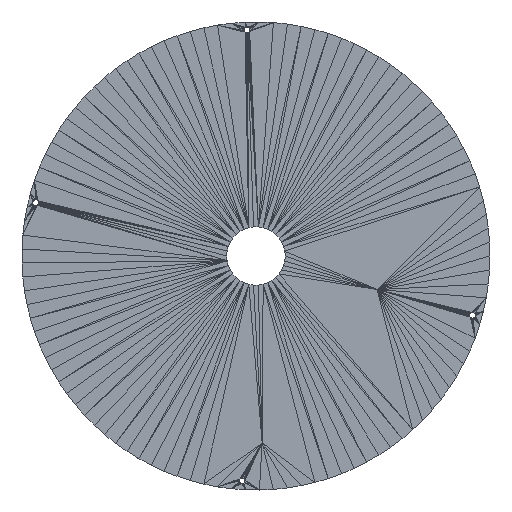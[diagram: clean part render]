
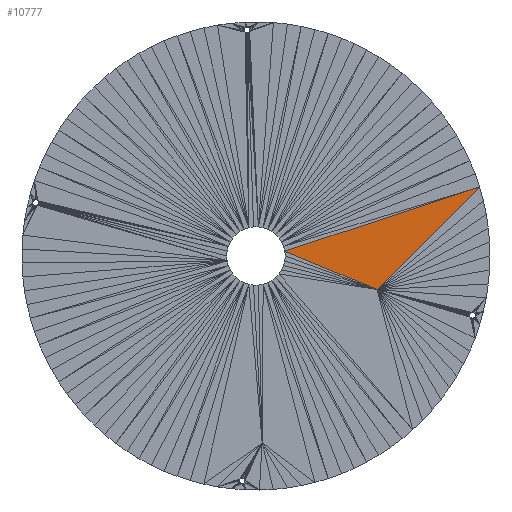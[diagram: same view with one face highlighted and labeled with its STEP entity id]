
A CAD part, top view. The second image highlights one B-rep face of the part: STEP entity #10777.
In plain terms, the highlighted planar face has unit normal (0, 0, 1).
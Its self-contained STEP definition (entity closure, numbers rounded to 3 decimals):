
#27=FACE_OUTER_BOUND('',#1005,.T.);
#1005=EDGE_LOOP('',(#6889,#6890,#6891));
#2001=LINE('',#16226,#3468);
#2003=LINE('',#16230,#3470);
#2004=LINE('',#16231,#3471);
#3468=VECTOR('',#12791,10.);
#3470=VECTOR('',#12795,10.);
#3471=VECTOR('',#12796,10.);
#4926=VERTEX_POINT('',#16223);
#4927=VERTEX_POINT('',#16225);
#4928=VERTEX_POINT('',#16229);
#5416=EDGE_CURVE('',#4927,#4926,#2001,.T.);
#5418=EDGE_CURVE('',#4926,#4928,#2003,.T.);
#5419=EDGE_CURVE('',#4927,#4928,#2004,.T.);
#6889=ORIENTED_EDGE('',*,*,#5418,.T.);
#6890=ORIENTED_EDGE('',*,*,#5419,.F.);
#6891=ORIENTED_EDGE('',*,*,#5416,.T.);
#9799=PLANE('',#11769);
#10777=ADVANCED_FACE('',(#27),#9799,.T.);
#11769=AXIS2_PLACEMENT_3D('',#16228,#12793,#12794);
#12791=DIRECTION('',(0.923,-0.384,0.));
#12793=DIRECTION('center_axis',(0.,0.,1.));
#12794=DIRECTION('ref_axis',(1.,0.,0.));
#12795=DIRECTION('',(0.707,0.707,0.));
#12796=DIRECTION('',(0.95,0.313,0.));
#16223=CARTESIAN_POINT('',(-65.536,262.144,2.5));
#16225=CARTESIAN_POINT('',(-104.99,278.558,2.5));
#16226=CARTESIAN_POINT('',(-104.99,278.558,2.5));
#16228=CARTESIAN_POINT('Origin',(-104.99,278.558,2.5));
#16229=CARTESIAN_POINT('',(-21.743,305.979,2.5));
#16230=CARTESIAN_POINT('',(-65.536,262.144,2.5));
#16231=CARTESIAN_POINT('',(-104.99,278.558,2.5));
